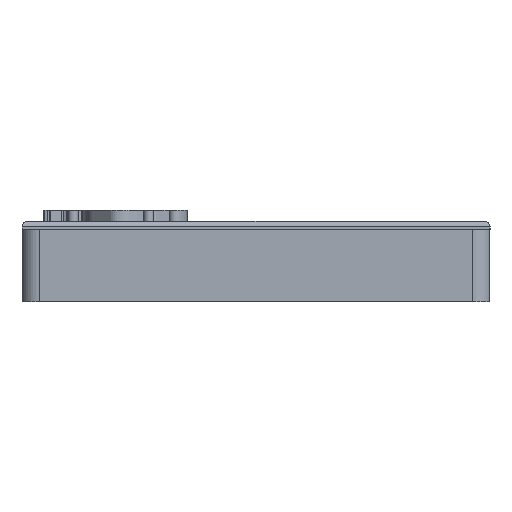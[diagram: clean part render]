
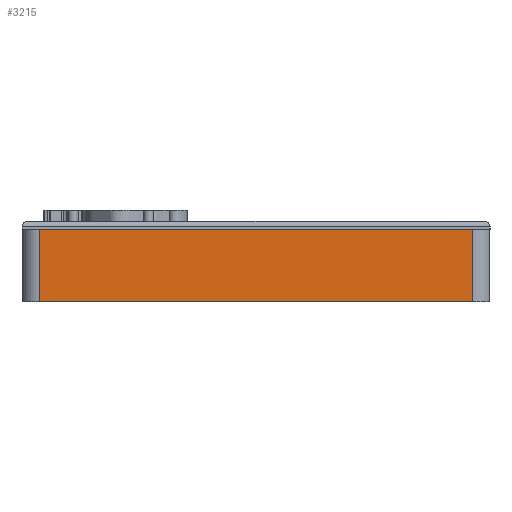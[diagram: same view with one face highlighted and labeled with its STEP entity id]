
A CAD part, left-side view. The second image highlights one B-rep face of the part: STEP entity #3215.
In plain terms, the highlighted planar face has unit normal (-1, 0, 0).
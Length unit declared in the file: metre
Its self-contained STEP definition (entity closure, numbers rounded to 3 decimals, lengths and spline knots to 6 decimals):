
#184=LINE('',#4639,#488);
#199=LINE('',#4710,#503);
#200=LINE('',#4713,#504);
#201=LINE('',#4714,#505);
#488=VECTOR('',#3893,1.);
#503=VECTOR('',#3966,1.);
#504=VECTOR('',#3967,1.);
#505=VECTOR('',#3968,1.);
#841=ORIENTED_EDGE('',*,*,#1663,.T.);
#842=ORIENTED_EDGE('',*,*,#1664,.T.);
#843=ORIENTED_EDGE('',*,*,#1633,.F.);
#844=ORIENTED_EDGE('',*,*,#1665,.T.);
#1633=EDGE_CURVE('',#2051,#2052,#184,.T.);
#1663=EDGE_CURVE('',#2079,#2080,#199,.T.);
#1664=EDGE_CURVE('',#2080,#2052,#200,.F.);
#1665=EDGE_CURVE('',#2051,#2079,#201,.T.);
#2051=VERTEX_POINT('',#4638);
#2052=VERTEX_POINT('',#4640);
#2079=VERTEX_POINT('',#4711);
#2080=VERTEX_POINT('',#4712);
#2427=EDGE_LOOP('',(#841,#842,#843,#844));
#2757=FACE_BOUND('',#2427,.T.);
#3063=PLANE('',#3691);
#3215=ADVANCED_FACE('',(#2757),#3063,.F.);
#3691=AXIS2_PLACEMENT_3D('',#4709,#3964,#3965);
#3893=DIRECTION('',(0.,-1.,0.));
#3964=DIRECTION('',(1.,0.,0.));
#3965=DIRECTION('',(0.,1.,0.));
#3966=DIRECTION('',(0.,-1.,0.));
#3967=DIRECTION('',(0.,0.,-1.));
#3968=DIRECTION('',(0.,0.,-1.));
#4638=CARTESIAN_POINT('',(-0.05585,0.039072,0.013));
#4639=CARTESIAN_POINT('',(-0.05585,0.,0.013));
#4640=CARTESIAN_POINT('',(-0.05585,-0.039072,0.013));
#4709=CARTESIAN_POINT('',(-0.05585,0.,0.013));
#4710=CARTESIAN_POINT('',(-0.05585,0.,0.));
#4711=CARTESIAN_POINT('',(-0.05585,0.039072,0.));
#4712=CARTESIAN_POINT('',(-0.05585,-0.039072,0.));
#4713=CARTESIAN_POINT('',(-0.05585,-0.039072,0.013));
#4714=CARTESIAN_POINT('',(-0.05585,0.039072,0.));
